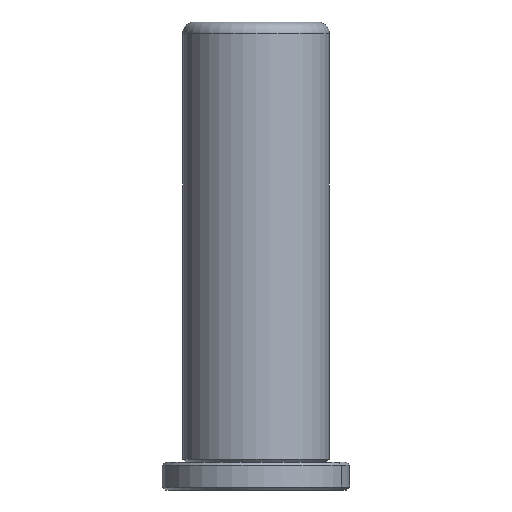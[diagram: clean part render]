
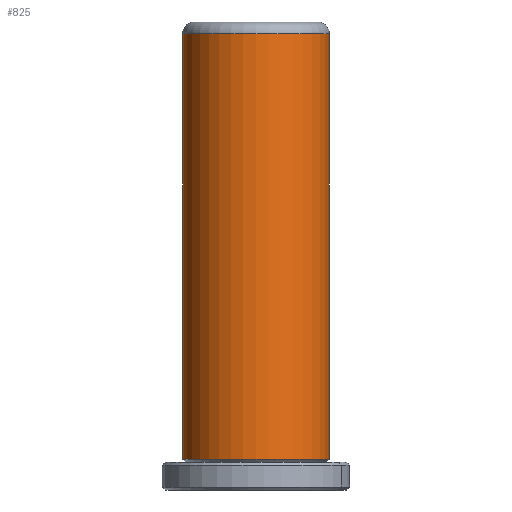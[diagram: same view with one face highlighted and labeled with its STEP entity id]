
A CAD part, front view. The second image highlights one B-rep face of the part: STEP entity #825.
In plain terms, the highlighted cylindrical face has radius 12.5 mm (diameter 25 mm), a partial arc.
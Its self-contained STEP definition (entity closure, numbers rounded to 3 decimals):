
#345 = ORIENTED_EDGE ( 'NONE', *, *, #10238, .T. ) ;
#435 = CARTESIAN_POINT ( 'NONE',  ( 4.565, 3.145, 35.5 ) ) ;
#486 = DIRECTION ( 'NONE',  ( 1., 0., 0. ) ) ;
#657 = CIRCLE ( 'NONE', #4798, 12.5 ) ;
#684 = VERTEX_POINT ( 'NONE', #10337 ) ;
#825 = ADVANCED_FACE ( 'NONE', ( #7499 ), #3162, .T. ) ;
#829 = DIRECTION ( 'NONE',  ( 0., 0., -1. ) ) ;
#1203 = DIRECTION ( 'NONE',  ( 0., 0., 1. ) ) ;
#1890 = CIRCLE ( 'NONE', #7922, 12.5 ) ;
#1913 = CARTESIAN_POINT ( 'NONE',  ( 4.565, 3.145, -37. ) ) ;
#2054 = DIRECTION ( 'NONE',  ( 0., 0., -1. ) ) ;
#2156 = VERTEX_POINT ( 'NONE', #9850 ) ;
#2307 = VERTEX_POINT ( 'NONE', #5072 ) ;
#2580 = CARTESIAN_POINT ( 'NONE',  ( -7.935, 3.145, -37. ) ) ;
#2718 = VECTOR ( 'NONE', #9847, 1000. ) ;
#2898 = LINE ( 'NONE', #6197, #4680 ) ;
#3150 = AXIS2_PLACEMENT_3D ( 'NONE', #6515, #829, #3261 ) ;
#3162 = CYLINDRICAL_SURFACE ( 'NONE', #3150, 12.5 ) ;
#3256 = CARTESIAN_POINT ( 'NONE',  ( -7.935, 3.145, 37.5 ) ) ;
#3261 = DIRECTION ( 'NONE',  ( -1., 0., 0. ) ) ;
#4680 = VECTOR ( 'NONE', #9334, 1000. ) ;
#4798 = AXIS2_PLACEMENT_3D ( 'NONE', #1913, #1203, #6991 ) ;
#4877 = LINE ( 'NONE', #3256, #2718 ) ;
#4978 = EDGE_LOOP ( 'NONE', ( #9661, #7363, #7019, #345 ) ) ;
#5072 = CARTESIAN_POINT ( 'NONE',  ( 17.065, 3.145, -37. ) ) ;
#5683 = EDGE_CURVE ( 'NONE', #684, #2156, #1890, .T. ) ;
#6197 = CARTESIAN_POINT ( 'NONE',  ( 17.065, 3.145, 37.5 ) ) ;
#6515 = CARTESIAN_POINT ( 'NONE',  ( 4.565, 3.145, 37.5 ) ) ;
#6991 = DIRECTION ( 'NONE',  ( 1., 0., 0. ) ) ;
#7019 = ORIENTED_EDGE ( 'NONE', *, *, #10658, .T. ) ;
#7363 = ORIENTED_EDGE ( 'NONE', *, *, #5683, .T. ) ;
#7499 = FACE_OUTER_BOUND ( 'NONE', #4978, .T. ) ;
#7922 = AXIS2_PLACEMENT_3D ( 'NONE', #435, #2054, #486 ) ;
#8407 = EDGE_CURVE ( 'NONE', #684, #2307, #2898, .T. ) ;
#8646 = VERTEX_POINT ( 'NONE', #2580 ) ;
#9334 = DIRECTION ( 'NONE',  ( 0., 0., -1. ) ) ;
#9661 = ORIENTED_EDGE ( 'NONE', *, *, #8407, .F. ) ;
#9847 = DIRECTION ( 'NONE',  ( 0., 0., -1. ) ) ;
#9850 = CARTESIAN_POINT ( 'NONE',  ( -7.935, 3.145, 35.5 ) ) ;
#10238 = EDGE_CURVE ( 'NONE', #8646, #2307, #657, .T. ) ;
#10337 = CARTESIAN_POINT ( 'NONE',  ( 17.065, 3.145, 35.5 ) ) ;
#10658 = EDGE_CURVE ( 'NONE', #2156, #8646, #4877, .T. ) ;
